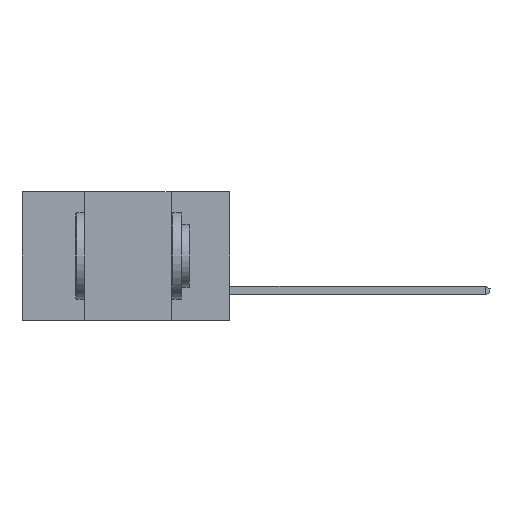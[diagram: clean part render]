
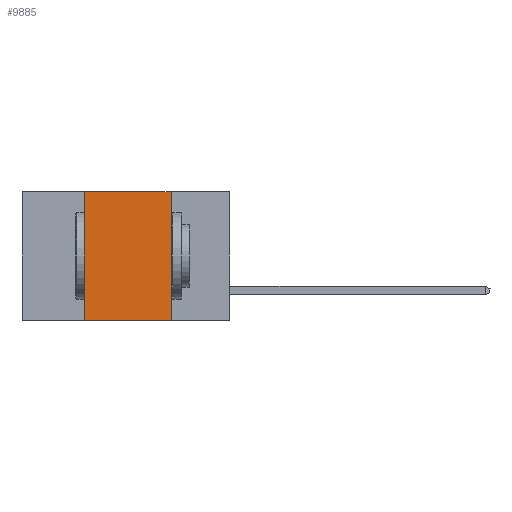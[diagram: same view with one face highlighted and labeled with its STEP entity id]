
A CAD part, left-side view. The second image highlights one B-rep face of the part: STEP entity #9885.
In plain terms, the highlighted planar face has unit normal (-1, 0, 0).
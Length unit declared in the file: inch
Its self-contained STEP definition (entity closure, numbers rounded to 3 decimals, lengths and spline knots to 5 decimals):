
#97 = DIRECTION ( 'NONE',  ( 0., 0., -1. ) ) ;
#175 = DIRECTION ( 'NONE',  ( 0., 0., -1. ) ) ;
#410 = EDGE_CURVE ( 'NONE', #834, #1569, #1384, .T. ) ;
#524 = AXIS2_PLACEMENT_3D ( 'NONE', #3887, #5451, #175 ) ;
#589 = DIRECTION ( 'NONE',  ( 0., -1., 0. ) ) ;
#834 = VERTEX_POINT ( 'NONE', #5743 ) ;
#1384 = LINE ( 'NONE', #10982, #1780 ) ;
#1569 = VERTEX_POINT ( 'NONE', #2887 ) ;
#1780 = VECTOR ( 'NONE', #589, 39.37008 ) ;
#1797 = VECTOR ( 'NONE', #97, 39.37008 ) ;
#1984 = DIRECTION ( 'NONE',  ( 0., -1., 0. ) ) ;
#2141 = EDGE_LOOP ( 'NONE', ( #6629, #7769, #10662, #2246 ) ) ;
#2246 = ORIENTED_EDGE ( 'NONE', *, *, #7747, .T. ) ;
#2887 = CARTESIAN_POINT ( 'NONE',  ( 0., 0.17, 0. ) ) ;
#3237 = CARTESIAN_POINT ( 'NONE',  ( 0., 0.42, -0.37 ) ) ;
#3392 = LINE ( 'NONE', #10381, #1797 ) ;
#3728 = CARTESIAN_POINT ( 'NONE',  ( 0., 0.17, -0.37 ) ) ;
#3887 = CARTESIAN_POINT ( 'NONE',  ( 0., 0.6, 0. ) ) ;
#3973 = CARTESIAN_POINT ( 'NONE',  ( 0., 0.6, -0.37 ) ) ;
#3999 = VECTOR ( 'NONE', #1984, 39.37008 ) ;
#5093 = DIRECTION ( 'NONE',  ( 0., 0., 1. ) ) ;
#5398 = PLANE ( 'NONE',  #524 ) ;
#5451 = DIRECTION ( 'NONE',  ( 1., 0., 0. ) ) ;
#5743 = CARTESIAN_POINT ( 'NONE',  ( 0., 0.42, 0. ) ) ;
#6261 = VERTEX_POINT ( 'NONE', #3728 ) ;
#6629 = ORIENTED_EDGE ( 'NONE', *, *, #10216, .F. ) ;
#7348 = EDGE_CURVE ( 'NONE', #8270, #834, #9449, .T. ) ;
#7747 = EDGE_CURVE ( 'NONE', #8270, #6261, #9840, .T. ) ;
#7769 = ORIENTED_EDGE ( 'NONE', *, *, #410, .F. ) ;
#8083 = VECTOR ( 'NONE', #5093, 39.37008 ) ;
#8270 = VERTEX_POINT ( 'NONE', #3237 ) ;
#9135 = FACE_OUTER_BOUND ( 'NONE', #2141, .T. ) ;
#9449 = LINE ( 'NONE', #10314, #8083 ) ;
#9840 = LINE ( 'NONE', #3973, #3999 ) ;
#9885 = ADVANCED_FACE ( 'NONE', ( #9135 ), #5398, .F. ) ;
#10216 = EDGE_CURVE ( 'NONE', #1569, #6261, #3392, .T. ) ;
#10314 = CARTESIAN_POINT ( 'NONE',  ( 0., 0.42, -0.37 ) ) ;
#10381 = CARTESIAN_POINT ( 'NONE',  ( 0., 0.17, -0.37 ) ) ;
#10662 = ORIENTED_EDGE ( 'NONE', *, *, #7348, .F. ) ;
#10982 = CARTESIAN_POINT ( 'NONE',  ( 0., 0.6, 0. ) ) ;
